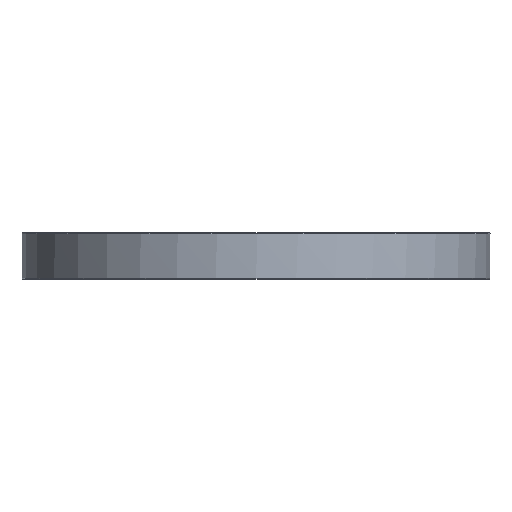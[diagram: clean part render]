
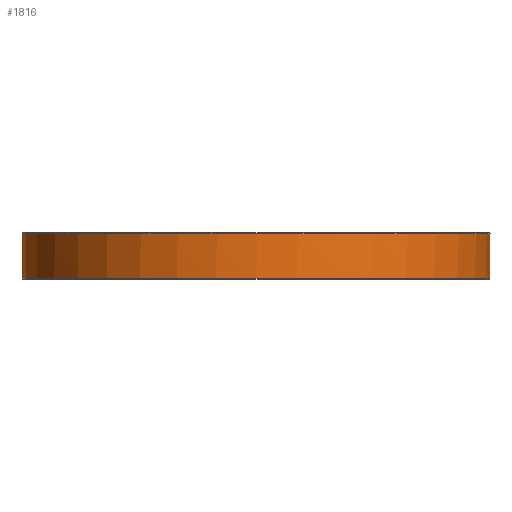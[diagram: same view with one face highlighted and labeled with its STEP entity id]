
A CAD part, front view. The second image highlights one B-rep face of the part: STEP entity #1816.
In plain terms, the highlighted cylindrical face has radius 126.5 mm (diameter 253 mm), a full revolution.
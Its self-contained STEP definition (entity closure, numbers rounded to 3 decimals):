
#1519=CARTESIAN_POINT('',(-126.489,-1.658,0.5));
#1520=VERTEX_POINT('',#1519);
#1538=CARTESIAN_POINT('',(-126.489,1.658,0.5));
#1539=VERTEX_POINT('',#1538);
#1540=CARTESIAN_POINT('',(-126.489,1.658,0.5));
#1541=CARTESIAN_POINT('',(-126.493,1.397,0.673));
#1542=CARTESIAN_POINT('',(-126.496,1.103,0.808));
#1543=CARTESIAN_POINT('',(-126.497,0.799,0.892));
#1544=CARTESIAN_POINT('',(-126.499,0.592,0.949));
#1545=CARTESIAN_POINT('',(-126.5,0.38,0.983));
#1546=CARTESIAN_POINT('',(-126.5,0.173,0.995));
#1547=CARTESIAN_POINT('',(-126.5,-0.003,1.005));
#1548=CARTESIAN_POINT('',(-126.5,-0.175,1.));
#1549=CARTESIAN_POINT('',(-126.5,-0.353,0.979));
#1550=CARTESIAN_POINT('',(-126.498,-0.747,0.932));
#1551=CARTESIAN_POINT('',(-126.495,-1.148,0.801));
#1552=CARTESIAN_POINT('',(-126.491,-1.499,0.599));
#1553=CARTESIAN_POINT('',(-126.49,-1.553,0.567));
#1554=CARTESIAN_POINT('',(-126.49,-1.606,0.534));
#1555=CARTESIAN_POINT('',(-126.489,-1.658,0.5));
#1556=B_SPLINE_CURVE_WITH_KNOTS('',3,(#1540,#1541,#1542,#1543,#1544,#1545,#1546,#1547,#1548,#1549,#1550,#1551,#1552,#1553,#1554,#1555),.UNSPECIFIED.,.F.,.U.,(4,3,3,3,3,4),(0.284,0.374,0.435,0.487,0.602,0.62),.UNSPECIFIED.);
#1557=EDGE_CURVE('',#1539,#1520,#1556,.T.);
#1599=CARTESIAN_POINT('',(126.489,1.658,0.5));
#1600=VERTEX_POINT('',#1599);
#1618=CARTESIAN_POINT('',(126.489,-1.658,0.5));
#1619=VERTEX_POINT('',#1618);
#1620=CARTESIAN_POINT('',(126.489,-1.658,0.5));
#1621=CARTESIAN_POINT('',(126.493,-1.397,0.673));
#1622=CARTESIAN_POINT('',(126.496,-1.103,0.808));
#1623=CARTESIAN_POINT('',(126.497,-0.799,0.892));
#1624=CARTESIAN_POINT('',(126.499,-0.592,0.949));
#1625=CARTESIAN_POINT('',(126.5,-0.38,0.983));
#1626=CARTESIAN_POINT('',(126.5,-0.173,0.995));
#1627=CARTESIAN_POINT('',(126.5,0.003,1.005));
#1628=CARTESIAN_POINT('',(126.5,0.175,1.));
#1629=CARTESIAN_POINT('',(126.5,0.353,0.979));
#1630=CARTESIAN_POINT('',(126.498,0.747,0.932));
#1631=CARTESIAN_POINT('',(126.495,1.148,0.801));
#1632=CARTESIAN_POINT('',(126.491,1.499,0.599));
#1633=CARTESIAN_POINT('',(126.49,1.553,0.567));
#1634=CARTESIAN_POINT('',(126.49,1.606,0.534));
#1635=CARTESIAN_POINT('',(126.489,1.658,0.5));
#1636=B_SPLINE_CURVE_WITH_KNOTS('',3,(#1620,#1621,#1622,#1623,#1624,#1625,#1626,#1627,#1628,#1629,#1630,#1631,#1632,#1633,#1634,#1635),.UNSPECIFIED.,.F.,.U.,(4,3,3,3,3,4),(1.188,1.278,1.339,1.391,1.506,1.524),.UNSPECIFIED.);
#1637=EDGE_CURVE('',#1619,#1600,#1636,.T.);
#1782=CARTESIAN_POINT('',(0.0,0.0,0.0));
#1783=DIRECTION('',(0.0,0.0,1.0));
#1784=DIRECTION('',(-1.0,0.0,0.0));
#1785=AXIS2_PLACEMENT_3D('',#1782,#1783,#1784);
#1786=CYLINDRICAL_SURFACE('',#1785,126.5);
#1787=ORIENTED_EDGE('',*,*,#1637,.T.);
#1788=CARTESIAN_POINT('',(0.0,0.0,0.5));
#1789=DIRECTION('',(0.0,0.0,-1.0));
#1790=DIRECTION('',(-1.0,0.0,0.0));
#1791=AXIS2_PLACEMENT_3D('',#1788,#1789,#1790);
#1792=CIRCLE('',#1791,126.5);
#1793=EDGE_CURVE('',#1539,#1600,#1792,.T.);
#1794=ORIENTED_EDGE('',*,*,#1793,.F.);
#1795=ORIENTED_EDGE('',*,*,#1557,.T.);
#1796=CARTESIAN_POINT('',(0.0,0.0,0.5));
#1797=DIRECTION('',(0.0,0.0,-1.0));
#1798=DIRECTION('',(-1.0,0.0,0.0));
#1799=AXIS2_PLACEMENT_3D('',#1796,#1797,#1798);
#1800=CIRCLE('',#1799,126.5);
#1801=EDGE_CURVE('',#1619,#1520,#1800,.T.);
#1802=ORIENTED_EDGE('',*,*,#1801,.F.);
#1803=EDGE_LOOP('',(#1787,#1794,#1795,#1802));
#1804=FACE_OUTER_BOUND('',#1803,.T.);
#1805=CARTESIAN_POINT('',(126.5,0.,24.5));
#1806=VERTEX_POINT('',#1805);
#1807=CARTESIAN_POINT('',(0.0,0.0,24.5));
#1808=DIRECTION('',(0.0,0.0,1.0));
#1809=DIRECTION('',(-1.0,0.0,0.0));
#1810=AXIS2_PLACEMENT_3D('',#1807,#1808,#1809);
#1811=CIRCLE('',#1810,126.5);
#1812=EDGE_CURVE('',#1806,#1806,#1811,.T.);
#1813=ORIENTED_EDGE('',*,*,#1812,.F.);
#1814=EDGE_LOOP('',(#1813));
#1815=FACE_BOUND('',#1814,.T.);
#1816=ADVANCED_FACE('',(#1804,#1815),#1786,.T.);
